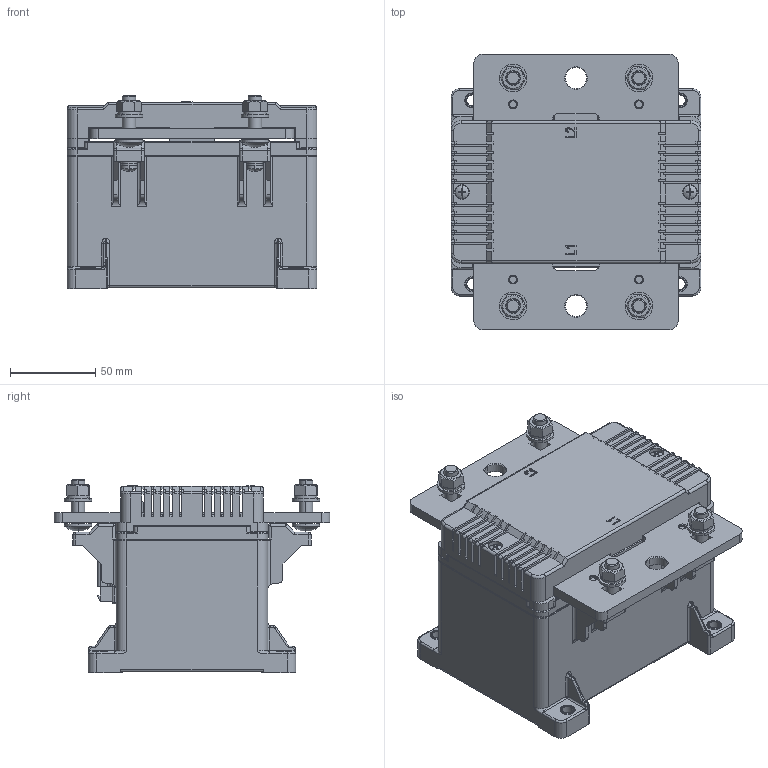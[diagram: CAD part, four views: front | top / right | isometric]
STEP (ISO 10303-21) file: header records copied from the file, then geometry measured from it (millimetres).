
FILE_DESCRIPTION((''),'2;1');
FILE_NAME('ASM0001_ASM_25_ASM','2023-02-17T15:47:54',('DELL'),(''),'CREO PARAMETRIC BY PTC INC, 2022073','CREO PARAMETRIC BY PTC INC, 2022073','');
FILE_SCHEMA(('CONFIG_CONTROL_DESIGN'));
Products named in the file (12): SHELL_3; PRT0003_3; PRT0005_3; PCB2_1; PRT0007_1; ISO7045-M5X20-4_8_1; DINENISO7092-5_1; PRT0008_1; ISO7045-M4X16-4_8_1; PRT0010_1; PRT0009; ASM0001_ASM_25_ASM
Assembly tree (32 placements, depth 2):
  ASM0001_ASM_25_ASM
    SHELL_3
    PRT0003_3  x2
    PRT0005_3
    PCB2_1
    PRT0007_1  x4
    ISO7045-M5X20-4_8_1  x4
    DINENISO7092-5_1  x8
    PRT0008_1
    ISO7045-M4X16-4_8_1  x2
    PRT0010_1  x4
    PRT0009  x4
Bounding box: 147 x 162 x 113.5 mm (x, y, z)
Volume: 1105153.7 mm3; surface area: 255817.3 mm2
Topology: 32 solids, 45 shells, 2754 faces, 7546 edges, 4800 vertices
Faces by surface type: plane 1582, cylinder 839, torus 110, cone 96, sphere 62, bspline 50, extrusion 15
Entity records: 80443 total; most frequent: CARTESIAN_POINT 18376, ORIENTED_EDGE 13120, DIRECTION 12735, EDGE_CURVE 6596, VECTOR 4717, LINE 4702, VERTEX_POINT 4237, AXIS2_PLACEMENT_3D 4009
